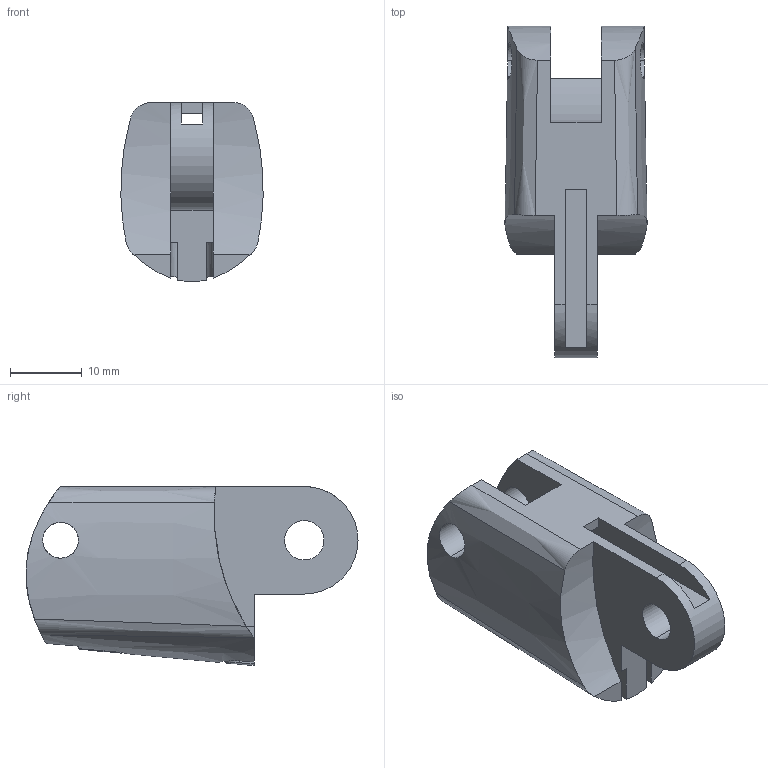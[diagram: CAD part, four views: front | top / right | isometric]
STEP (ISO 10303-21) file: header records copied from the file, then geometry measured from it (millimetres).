
FILE_DESCRIPTION (( 'STEP AP214' ), '1' );
FILE_NAME ('Proximal Phalanx.STEP', '2024-08-18T05:05:23', ( '' ), ( '' ), 'SwSTEP 2.0', 'SolidWorks 2023', '' );
FILE_SCHEMA (( 'AUTOMOTIVE_DESIGN' ));
Length unit declared in the file: millimetre
Products named in the file (1): Proximal Phalanx
Bounding box: 19.84 x 46.33 x 24.97 mm (x, y, z)
Volume: 10415.1 mm3; surface area: 4437.3 mm2
Topology: 1 solids, 1 shells, 50 faces, 145 edges, 96 vertices
Faces by surface type: plane 25, bspline 14, cylinder 11
Entity records: 2218 total; most frequent: CARTESIAN_POINT 1004, ORIENTED_EDGE 290, DIRECTION 177, EDGE_CURVE 145, VERTEX_POINT 96, LINE 71, VECTOR 71, B_SPLINE_CURVE_WITH_KNOTS 58
